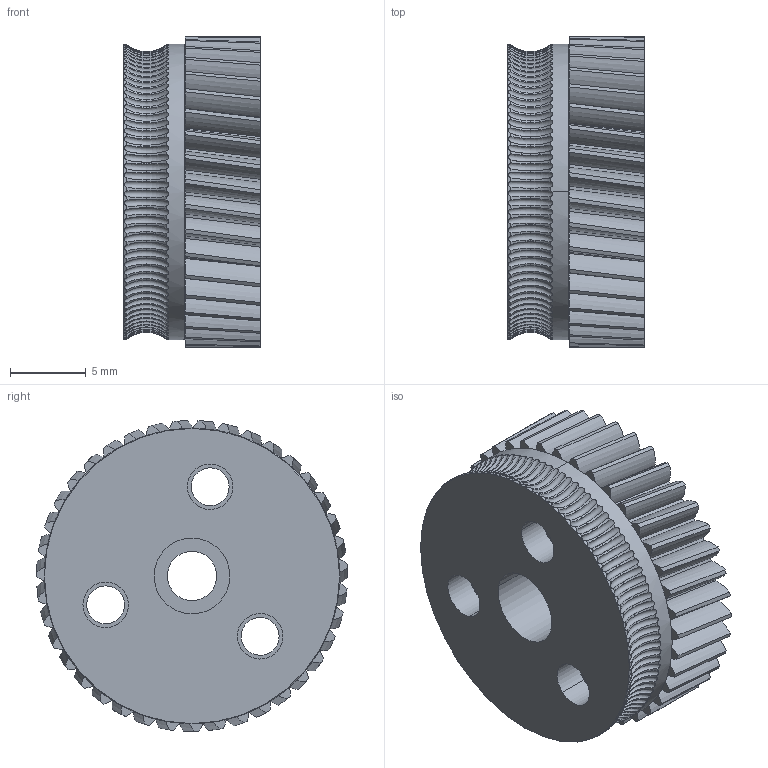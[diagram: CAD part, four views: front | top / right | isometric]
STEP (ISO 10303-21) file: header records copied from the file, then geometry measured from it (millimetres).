
FILE_DESCRIPTION (( 'STEP AP203' ), '1' );
FILE_NAME ('Lowboi mkII Drive Gear.STEP', '2023-01-02T09:43:41', ( '' ), ( '' ), 'SwSTEP 2.0', 'SolidWorks 2022', '' );
FILE_SCHEMA (( 'CONFIG_CONTROL_DESIGN' ));
Length unit declared in the file: millimetre
Products named in the file (3): Drive Gear Nylon; cannon hob; Lowboi mkII Drive Gear
Assembly tree (2 placements, depth 2):
  Lowboi mkII Drive Gear
    cannon hob
    Drive Gear Nylon
Bounding box: 9 x 20.5 x 20.49 mm (x, y, z)
Volume: 2336.2 mm3; surface area: 2345.3 mm2
Topology: 2 solids, 2 shells, 491 faces, 2004 edges, 1520 vertices
Faces by surface type: torus 300, bspline 117, cylinder 65, plane 9
Entity records: 27780 total; most frequent: CARTESIAN_POINT 12257, ORIENTED_EDGE 4008, DIRECTION 2424, EDGE_CURVE 2004, VERTEX_POINT 1520, AXIS2_PLACEMENT_3D 1160, B_SPLINE_CURVE_WITH_KNOTS 1119, CIRCLE 781
